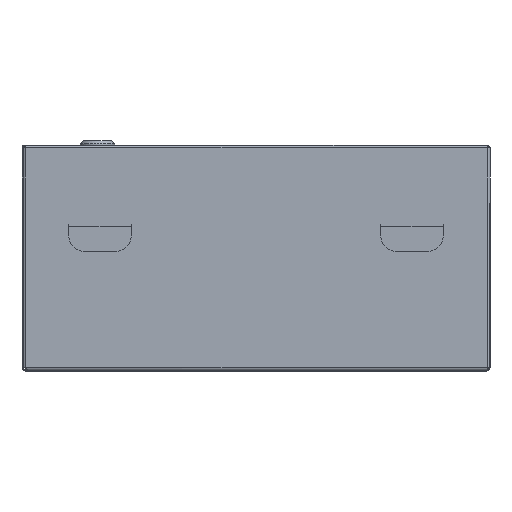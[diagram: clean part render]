
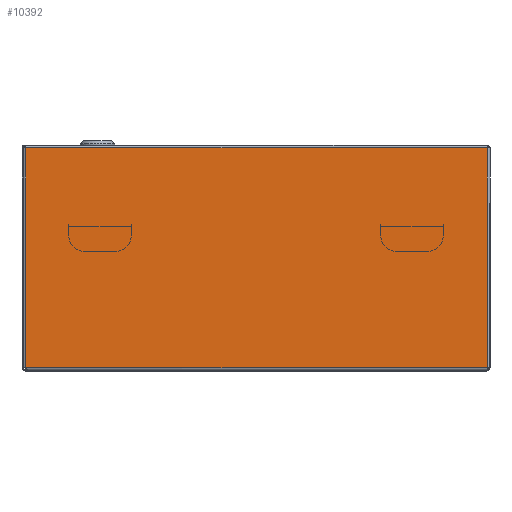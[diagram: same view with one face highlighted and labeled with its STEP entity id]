
A CAD part, front view. The second image highlights one B-rep face of the part: STEP entity #10392.
In plain terms, the highlighted planar face has unit normal (0, -1, 0).
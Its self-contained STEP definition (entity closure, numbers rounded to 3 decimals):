
#20 = VECTOR ( 'NONE', #7643, 1000. ) ;
#697 = EDGE_CURVE ( 'NONE', #25667, #18608, #9748, .T. ) ;
#1555 = VERTEX_POINT ( 'NONE', #22091 ) ;
#3811 = ORIENTED_EDGE ( 'NONE', *, *, #17234, .T. ) ;
#5913 = CARTESIAN_POINT ( 'NONE',  ( -1.7, -150., -70.45 ) ) ;
#6486 = ORIENTED_EDGE ( 'NONE', *, *, #697, .T. ) ;
#7643 = DIRECTION ( 'NONE',  ( 1., 0., 0. ) ) ;
#7866 = CARTESIAN_POINT ( 'NONE',  ( -0.7, -150., 70.45 ) ) ;
#8115 = ORIENTED_EDGE ( 'NONE', *, *, #13931, .F. ) ;
#8804 = LINE ( 'NONE', #12891, #24571 ) ;
#9748 = LINE ( 'NONE', #16069, #20 ) ;
#9837 = DIRECTION ( 'NONE',  ( 0., 1., 0. ) ) ;
#10392 = ADVANCED_FACE ( 'NONE', ( #19468 ), #13798, .F. ) ;
#11259 = VERTEX_POINT ( 'NONE', #14367 ) ;
#11483 = VECTOR ( 'NONE', #18059, 1000. ) ;
#12736 = LINE ( 'NONE', #14584, #25935 ) ;
#12891 = CARTESIAN_POINT ( 'NONE',  ( -0.7, -150., 70.45 ) ) ;
#13798 = PLANE ( 'NONE',  #18121 ) ;
#13931 = EDGE_CURVE ( 'NONE', #1555, #18608, #15543, .T. ) ;
#14367 = CARTESIAN_POINT ( 'NONE',  ( -297.6, -150., 70.45 ) ) ;
#14584 = CARTESIAN_POINT ( 'NONE',  ( -297.6, -150., 70.45 ) ) ;
#15543 = LINE ( 'NONE', #5913, #11483 ) ;
#16069 = CARTESIAN_POINT ( 'NONE',  ( -0.7, -150., -70.45 ) ) ;
#17234 = EDGE_CURVE ( 'NONE', #1555, #11259, #8804, .T. ) ;
#18014 = ORIENTED_EDGE ( 'NONE', *, *, #20520, .T. ) ;
#18059 = DIRECTION ( 'NONE',  ( 0., 0., -1. ) ) ;
#18121 = AXIS2_PLACEMENT_3D ( 'NONE', #7866, #9837, #19604 ) ;
#18608 = VERTEX_POINT ( 'NONE', #18672 ) ;
#18672 = CARTESIAN_POINT ( 'NONE',  ( -1.7, -150., -70.45 ) ) ;
#19468 = FACE_OUTER_BOUND ( 'NONE', #24659, .T. ) ;
#19469 = DIRECTION ( 'NONE',  ( -1., 0., 0. ) ) ;
#19548 = CARTESIAN_POINT ( 'NONE',  ( -297.6, -150., -70.45 ) ) ;
#19604 = DIRECTION ( 'NONE',  ( -1., 0., 0. ) ) ;
#20520 = EDGE_CURVE ( 'NONE', #11259, #25667, #12736, .T. ) ;
#22091 = CARTESIAN_POINT ( 'NONE',  ( -1.7, -150., 70.45 ) ) ;
#22658 = DIRECTION ( 'NONE',  ( 0., 0., -1. ) ) ;
#24571 = VECTOR ( 'NONE', #19469, 1000. ) ;
#24659 = EDGE_LOOP ( 'NONE', ( #8115, #3811, #18014, #6486 ) ) ;
#25667 = VERTEX_POINT ( 'NONE', #19548 ) ;
#25935 = VECTOR ( 'NONE', #22658, 1000. ) ;
